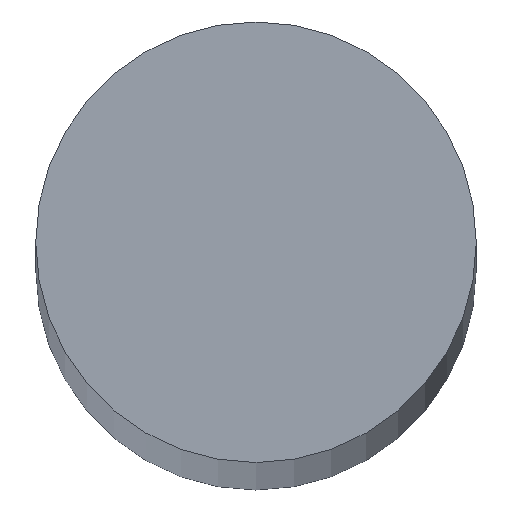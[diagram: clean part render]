
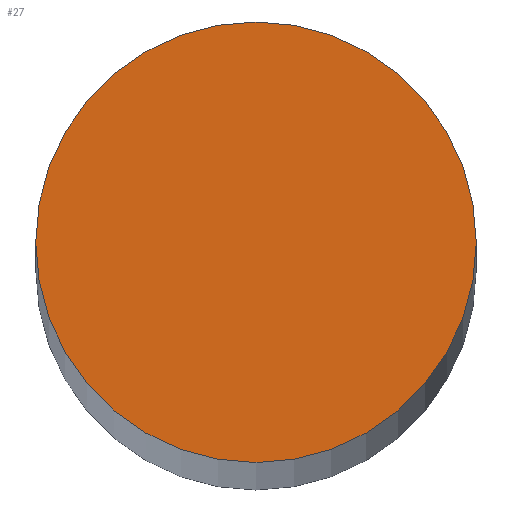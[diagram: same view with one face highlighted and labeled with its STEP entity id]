
A CAD part, top view. The second image highlights one B-rep face of the part: STEP entity #27.
In plain terms, the highlighted planar face has unit normal (0, 0, 1).
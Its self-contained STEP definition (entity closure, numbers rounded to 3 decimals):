
#7 = DIRECTION ( 'NONE',  ( 0., 0., 1. ) ) ;
#8 = CARTESIAN_POINT ( 'NONE',  ( -7., 0., 500. ) ) ;
#12 = DIRECTION ( 'NONE',  ( 1., 0., 0. ) ) ;
#16 = VERTEX_POINT ( 'NONE', #19 ) ;
#19 = CARTESIAN_POINT ( 'NONE',  ( 7., 0., 500. ) ) ;
#25 = CARTESIAN_POINT ( 'NONE',  ( 0., 0., 500. ) ) ;
#27 = ADVANCED_FACE ( 'NONE', ( #105 ), #170, .T. ) ;
#32 = CIRCLE ( 'NONE', #184, 7. ) ;
#38 = CIRCLE ( 'NONE', #138, 7. ) ;
#58 = VERTEX_POINT ( 'NONE', #8 ) ;
#59 = ORIENTED_EDGE ( 'NONE', *, *, #140, .T. ) ;
#105 = FACE_OUTER_BOUND ( 'NONE', #186, .T. ) ;
#117 = CARTESIAN_POINT ( 'NONE',  ( 0., 0., 500. ) ) ;
#130 = DIRECTION ( 'NONE',  ( 1., 0., 0. ) ) ;
#138 = AXIS2_PLACEMENT_3D ( 'NONE', #196, #7, #130 ) ;
#139 = AXIS2_PLACEMENT_3D ( 'NONE', #25, #160, #142 ) ;
#140 = EDGE_CURVE ( 'NONE', #58, #16, #32, .T. ) ;
#142 = DIRECTION ( 'NONE',  ( 1., 0., 0. ) ) ;
#160 = DIRECTION ( 'NONE',  ( 0., 0., 1. ) ) ;
#162 = EDGE_CURVE ( 'NONE', #16, #58, #38, .T. ) ;
#170 = PLANE ( 'NONE',  #139 ) ;
#183 = DIRECTION ( 'NONE',  ( 0., 0., 1. ) ) ;
#184 = AXIS2_PLACEMENT_3D ( 'NONE', #117, #183, #12 ) ;
#186 = EDGE_LOOP ( 'NONE', ( #59, #199 ) ) ;
#196 = CARTESIAN_POINT ( 'NONE',  ( 0., 0., 500. ) ) ;
#199 = ORIENTED_EDGE ( 'NONE', *, *, #162, .T. ) ;
